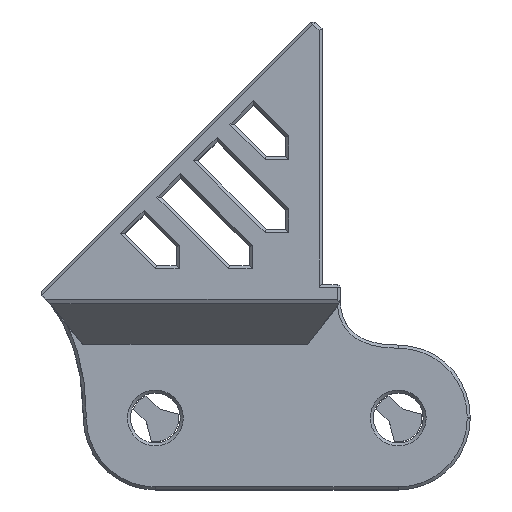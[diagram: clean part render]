
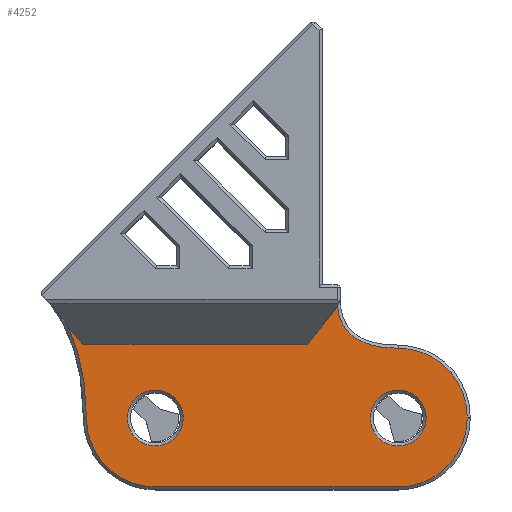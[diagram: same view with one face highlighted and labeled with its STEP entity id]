
A CAD part, top view. The second image highlights one B-rep face of the part: STEP entity #4252.
In plain terms, the highlighted planar face has unit normal (0, 0, 1).
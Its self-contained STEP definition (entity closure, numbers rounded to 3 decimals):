
#25=B_SPLINE_CURVE_WITH_KNOTS('',3,(#6844,#6845,#6846,#6847),
 .UNSPECIFIED.,.F.,.F.,(4,4),(-1.999,-0.511),
 .UNSPECIFIED.);
#26=B_SPLINE_CURVE_WITH_KNOTS('',3,(#6860,#6861,#6862,#6863,#6864,#6865),
 .UNSPECIFIED.,.F.,.F.,(4,1,1,4),(0.096,0.386,
0.772,1.351),.UNSPECIFIED.);
#83=FACE_BOUND('',#600,.T.);
#84=FACE_BOUND('',#601,.T.);
#322=FACE_OUTER_BOUND('',#599,.T.);
#599=EDGE_LOOP('',(#3654,#3655,#3656,#3657,#3658,#3659,#3660,#3661,#3662,
#3663,#3664));
#600=EDGE_LOOP('',(#3665));
#601=EDGE_LOOP('',(#3666));
#1057=LINE('',#6709,#1562);
#1065=LINE('',#6761,#1570);
#1099=LINE('',#6849,#1604);
#1100=LINE('',#6853,#1605);
#1101=LINE('',#6857,#1606);
#1102=LINE('',#6866,#1607);
#1562=VECTOR('',#5501,10.);
#1570=VECTOR('',#5515,10.);
#1604=VECTOR('',#5615,10.);
#1605=VECTOR('',#5618,10.);
#1606=VECTOR('',#5621,10.);
#1607=VECTOR('',#5624,10.);
#1704=CIRCLE('',#4571,4.6);
#1705=CIRCLE('',#4573,11.35);
#1706=CIRCLE('',#4574,11.35);
#1707=CIRCLE('',#4575,11.35);
#1708=CIRCLE('',#4576,4.6);
#2008=VERTEX_POINT('',#6706);
#2009=VERTEX_POINT('',#6708);
#2014=VERTEX_POINT('',#6728);
#2015=VERTEX_POINT('',#6760);
#2030=VERTEX_POINT('',#6839);
#2031=VERTEX_POINT('',#6843);
#2032=VERTEX_POINT('',#6848);
#2033=VERTEX_POINT('',#6850);
#2034=VERTEX_POINT('',#6852);
#2035=VERTEX_POINT('',#6854);
#2036=VERTEX_POINT('',#6856);
#2037=VERTEX_POINT('',#6858);
#2038=VERTEX_POINT('',#6867);
#2533=EDGE_CURVE('',#2008,#2009,#1057,.T.);
#2543=EDGE_CURVE('',#2014,#2015,#1065,.T.);
#2584=EDGE_CURVE('',#2030,#2030,#1704,.T.);
#2585=EDGE_CURVE('',#2031,#2014,#25,.T.);
#2586=EDGE_CURVE('',#2032,#2031,#1099,.T.);
#2587=EDGE_CURVE('',#2033,#2032,#1705,.T.);
#2588=EDGE_CURVE('',#2034,#2033,#1100,.T.);
#2589=EDGE_CURVE('',#2035,#2034,#1706,.T.);
#2590=EDGE_CURVE('',#2036,#2035,#1101,.T.);
#2591=EDGE_CURVE('',#2037,#2036,#1707,.T.);
#2592=EDGE_CURVE('',#2009,#2037,#26,.T.);
#2593=EDGE_CURVE('',#2015,#2008,#1102,.F.);
#2594=EDGE_CURVE('',#2038,#2038,#1708,.T.);
#3654=ORIENTED_EDGE('',*,*,#2585,.F.);
#3655=ORIENTED_EDGE('',*,*,#2586,.F.);
#3656=ORIENTED_EDGE('',*,*,#2587,.F.);
#3657=ORIENTED_EDGE('',*,*,#2588,.F.);
#3658=ORIENTED_EDGE('',*,*,#2589,.F.);
#3659=ORIENTED_EDGE('',*,*,#2590,.F.);
#3660=ORIENTED_EDGE('',*,*,#2591,.F.);
#3661=ORIENTED_EDGE('',*,*,#2592,.F.);
#3662=ORIENTED_EDGE('',*,*,#2533,.F.);
#3663=ORIENTED_EDGE('',*,*,#2593,.F.);
#3664=ORIENTED_EDGE('',*,*,#2543,.F.);
#3665=ORIENTED_EDGE('',*,*,#2594,.F.);
#3666=ORIENTED_EDGE('',*,*,#2584,.F.);
#4020=PLANE('',#4572);
#4252=ADVANCED_FACE('',(#322,#83,#84),#4020,.F.);
#4571=AXIS2_PLACEMENT_3D('',#6841,#5611,#5612);
#4572=AXIS2_PLACEMENT_3D('',#6842,#5613,#5614);
#4573=AXIS2_PLACEMENT_3D('',#6851,#5616,#5617);
#4574=AXIS2_PLACEMENT_3D('',#6855,#5619,#5620);
#4575=AXIS2_PLACEMENT_3D('',#6859,#5622,#5623);
#4576=AXIS2_PLACEMENT_3D('',#6868,#5625,#5626);
#5501=DIRECTION('',(0.615,0.789,0.));
#5515=DIRECTION('',(0.631,-0.776,0.));
#5611=DIRECTION('center_axis',(0.,0.,
1.));
#5612=DIRECTION('ref_axis',(-1.,0.,0.));
#5613=DIRECTION('center_axis',(0.,0.,
-1.));
#5614=DIRECTION('ref_axis',(-1.,0.,0.));
#5615=DIRECTION('',(0.,1.,0.));
#5616=DIRECTION('center_axis',(0.,0.,
-1.));
#5617=DIRECTION('ref_axis',(0.,-1.,0.));
#5618=DIRECTION('',(-1.,0.,0.));
#5619=DIRECTION('center_axis',(0.,0.,
-1.));
#5620=DIRECTION('ref_axis',(1.,0.,0.));
#5621=DIRECTION('',(0.,-1.,0.));
#5622=DIRECTION('center_axis',(0.,0.,
-1.));
#5623=DIRECTION('ref_axis',(1.,0.,0.));
#5624=DIRECTION('',(-1.,0.,0.));
#5625=DIRECTION('center_axis',(0.,0.,
1.));
#5626=DIRECTION('ref_axis',(-1.,0.,0.));
#6706=CARTESIAN_POINT('',(5.078,24.13,-2.5));
#6708=CARTESIAN_POINT('',(10.006,30.453,-2.5));
#6709=CARTESIAN_POINT('',(10.455,31.03,-2.5));
#6728=CARTESIAN_POINT('',(-34.56,27.361,-2.5));
#6760=CARTESIAN_POINT('',(-31.931,24.13,-2.5));
#6761=CARTESIAN_POINT('',(-34.671,27.497,-2.5));
#6839=CARTESIAN_POINT('',(-15.4,12.03,-2.5));
#6841=CARTESIAN_POINT('Origin',(-20.,12.03,-2.5));
#6842=CARTESIAN_POINT('Origin',(0.,12.105,-2.5));
#6843=CARTESIAN_POINT('',(-31.35,12.18,-2.5));
#6844=CARTESIAN_POINT('Ctrl Pts',(-31.35,12.18,-2.5));
#6845=CARTESIAN_POINT('Ctrl Pts',(-31.35,18.118,-2.5));
#6846=CARTESIAN_POINT('Ctrl Pts',(-32.415,23.188,-2.5));
#6847=CARTESIAN_POINT('Ctrl Pts',(-34.56,27.36,-2.5));
#6848=CARTESIAN_POINT('',(-31.35,12.03,-2.5));
#6849=CARTESIAN_POINT('',(-31.35,12.068,-2.5));
#6850=CARTESIAN_POINT('',(-20.,0.68,-2.5));
#6851=CARTESIAN_POINT('Origin',(-20.,12.03,-2.5));
#6852=CARTESIAN_POINT('',(20.,0.68,-2.5));
#6853=CARTESIAN_POINT('',(10.,0.68,-2.5));
#6854=CARTESIAN_POINT('',(31.35,12.03,-2.5));
#6855=CARTESIAN_POINT('Origin',(20.,12.03,-2.5));
#6856=CARTESIAN_POINT('',(31.35,12.18,-2.5));
#6857=CARTESIAN_POINT('',(31.35,18.068,-2.5));
#6858=CARTESIAN_POINT('',(20.,23.53,-2.5));
#6859=CARTESIAN_POINT('Origin',(20.,12.18,-2.5));
#6860=CARTESIAN_POINT('Ctrl Pts',(10.005,30.453,-2.5));
#6861=CARTESIAN_POINT('Ctrl Pts',(10.107,29.402,-2.5));
#6862=CARTESIAN_POINT('Ctrl Pts',(10.706,27.195,-2.5));
#6863=CARTESIAN_POINT('Ctrl Pts',(13.492,24.294,-2.5));
#6864=CARTESIAN_POINT('Ctrl Pts',(17.217,23.53,-2.5));
#6865=CARTESIAN_POINT('Ctrl Pts',(20.,23.53,-2.5));
#6866=CARTESIAN_POINT('',(-5.349,24.13,-2.5));
#6867=CARTESIAN_POINT('',(24.6,12.03,-2.5));
#6868=CARTESIAN_POINT('Origin',(20.,12.03,-2.5));
